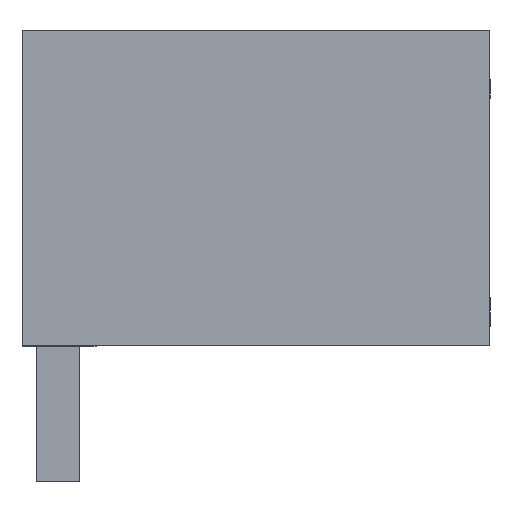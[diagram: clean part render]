
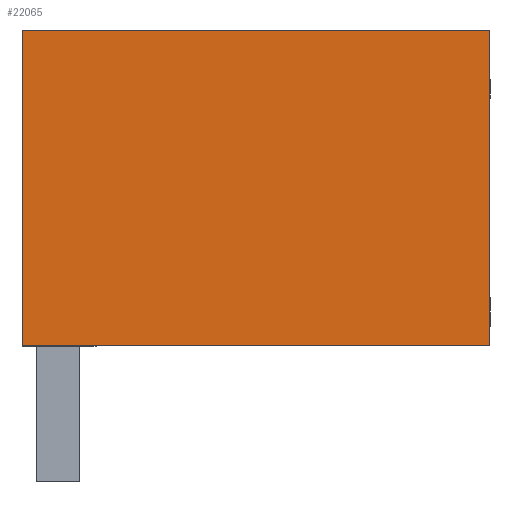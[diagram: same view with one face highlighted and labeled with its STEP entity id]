
A CAD part, left-side view. The second image highlights one B-rep face of the part: STEP entity #22065.
In plain terms, the highlighted planar face has unit normal (-1, 0, 0).
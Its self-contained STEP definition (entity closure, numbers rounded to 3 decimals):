
#22052=AXIS2_PLACEMENT_3D('Plane Axis2P3D',#22049,#22050,#22051) ;
#12260=CARTESIAN_POINT('Vertex',(0.,11.05,10.65)) ;
#12263=CARTESIAN_POINT('Line Origine',(0.,5.525,10.65)) ;
#12267=CARTESIAN_POINT('Vertex',(0.,0.,10.65)) ;
#13230=CARTESIAN_POINT('Line Origine',(0.,0.,6.925)) ;
#13234=CARTESIAN_POINT('Vertex',(0.,0.,3.2)) ;
#15862=CARTESIAN_POINT('Vertex',(0.,11.05,3.2)) ;
#15865=CARTESIAN_POINT('Line Origine',(0.,11.05,6.925)) ;
#22049=CARTESIAN_POINT('Axis2P3D Location',(0.,11.05,0.)) ;
#22054=CARTESIAN_POINT('Line Origine',(0.,5.525,3.2)) ;
#12264=DIRECTION('Vector Direction',(0.,-1.,0.)) ;
#13231=DIRECTION('Vector Direction',(0.,0.,1.)) ;
#15866=DIRECTION('Vector Direction',(0.,0.,-1.)) ;
#22050=DIRECTION('Axis2P3D Direction',(-1.,0.,0.)) ;
#22051=DIRECTION('Axis2P3D XDirection',(0.,-1.,0.)) ;
#22055=DIRECTION('Vector Direction',(0.,1.,0.)) ;
#12265=VECTOR('Line Direction',#12264,1.) ;
#13232=VECTOR('Line Direction',#13231,1.) ;
#15867=VECTOR('Line Direction',#15866,1.) ;
#22056=VECTOR('Line Direction',#22055,1.) ;
#22060=ORIENTED_EDGE('',*,*,#15869,.T.) ;
#22061=ORIENTED_EDGE('',*,*,#22058,.T.) ;
#22062=ORIENTED_EDGE('',*,*,#13236,.T.) ;
#22063=ORIENTED_EDGE('',*,*,#12269,.T.) ;
#22065=ADVANCED_FACE('HOUSING',(#22064),#22053,.T.) ;
#12269=EDGE_CURVE('',#12268,#12261,#12266,.F.) ;
#13236=EDGE_CURVE('',#13235,#12268,#13233,.T.) ;
#15869=EDGE_CURVE('',#12261,#15863,#15868,.T.) ;
#22058=EDGE_CURVE('',#15863,#13235,#22057,.F.) ;
#22059=EDGE_LOOP('',(#22060,#22061,#22062,#22063)) ;
#22064=FACE_OUTER_BOUND('',#22059,.T.) ;
#12266=LINE('Line',#12263,#12265) ;
#13233=LINE('Line',#13230,#13232) ;
#15868=LINE('Line',#15865,#15867) ;
#22057=LINE('Line',#22054,#22056) ;
#22053=PLANE('',#22052) ;
#12261=VERTEX_POINT('',#12260) ;
#12268=VERTEX_POINT('',#12267) ;
#13235=VERTEX_POINT('',#13234) ;
#15863=VERTEX_POINT('',#15862) ;
